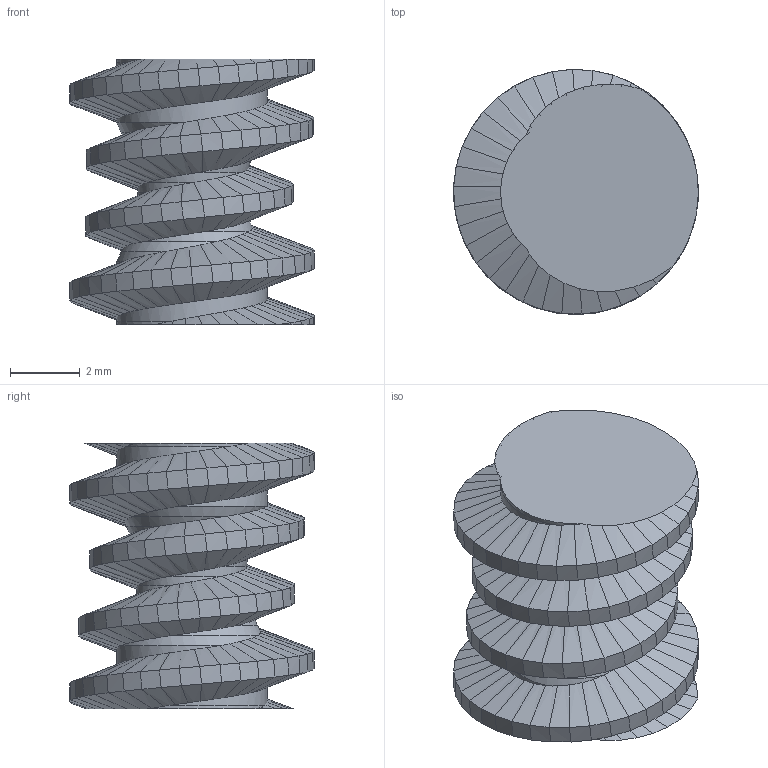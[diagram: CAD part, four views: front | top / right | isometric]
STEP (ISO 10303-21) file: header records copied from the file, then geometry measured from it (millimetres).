
FILE_DESCRIPTION(('Open CASCADE Model'),'2;1');
FILE_NAME('Open CASCADE Shape Model','2026-02-02T13:36:07',('Author'),( 'Open CASCADE'),'Open CASCADE STEP processor 7.8','build123d', 'Unknown');
FILE_SCHEMA(('AUTOMOTIVE_DESIGN { 1 0 10303 214 1 1 1 1 }'));
Length unit declared in the file: millimetre
Products named in the file (1): COMPOUND
Bounding box: 7 x 7 x 7.6 mm (x, y, z)
Volume: 177.5 mm3; surface area: 304.5 mm2
Topology: 1 solids, 1 shells, 475 faces, 1139 edges, 666 vertices
Faces by surface type: bspline 453, cone 16, cylinder 4, plane 2
Entity records: 33378 total; most frequent: CARTESIAN_POINT 14583, ORIENTED_EDGE 2278, PCURVE 2278, DEFINITIONAL_REPRESENTATION 2278, DIRECTION 1864, LINE 1778, VECTOR 1778, B_SPLINE_CURVE_WITH_KNOTS 1618
